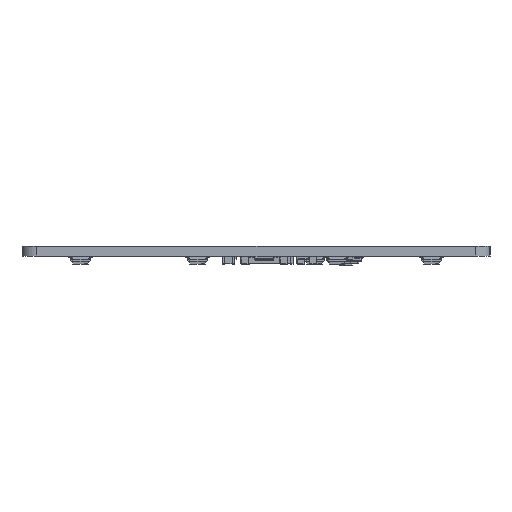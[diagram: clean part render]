
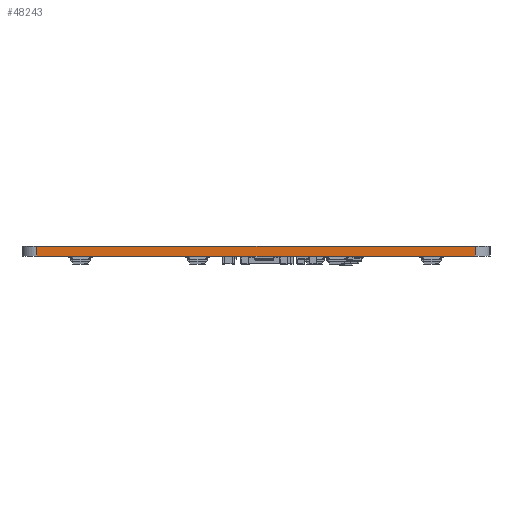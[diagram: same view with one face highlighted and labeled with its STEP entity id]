
A CAD part, left-side view. The second image highlights one B-rep face of the part: STEP entity #48243.
In plain terms, the highlighted planar face has unit normal (-1, 0, 0).
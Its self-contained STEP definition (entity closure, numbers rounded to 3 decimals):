
#48060 = CYLINDRICAL_SURFACE('',#48061,2.381);
#48061 = AXIS2_PLACEMENT_3D('',#48062,#48063,#48064);
#48062 = CARTESIAN_POINT('',(86.201,-175.101,0.));
#48063 = DIRECTION('',(0.,0.,-1.));
#48064 = DIRECTION('',(1.,0.,0.));
#48085 = VERTEX_POINT('',#48086);
#48086 = CARTESIAN_POINT('',(83.82,-175.101,1.6));
#48101 = PLANE('',#48102);
#48102 = AXIS2_PLACEMENT_3D('',#48103,#48104,#48105);
#48103 = CARTESIAN_POINT('',(205.264,-210.82,1.6));
#48104 = DIRECTION('',(0.,0.,1.));
#48105 = DIRECTION('',(1.,0.,0.));
#48113 = EDGE_CURVE('',#48114,#48085,#48116,.T.);
#48114 = VERTEX_POINT('',#48115);
#48115 = CARTESIAN_POINT('',(83.82,-175.101,0.));
#48116 = SURFACE_CURVE('',#48117,(#48121,#48128),.PCURVE_S1.);
#48117 = LINE('',#48118,#48119);
#48118 = CARTESIAN_POINT('',(83.82,-175.101,0.));
#48119 = VECTOR('',#48120,1.);
#48120 = DIRECTION('',(0.,0.,1.));
#48121 = PCURVE('',#48060,#48122);
#48122 = DEFINITIONAL_REPRESENTATION('',(#48123),#48127);
#48123 = LINE('',#48124,#48125);
#48124 = CARTESIAN_POINT('',(-3.142,0.));
#48125 = VECTOR('',#48126,1.);
#48126 = DIRECTION('',(0.,-1.));
#48127 = ( GEOMETRIC_REPRESENTATION_CONTEXT(2) 
PARAMETRIC_REPRESENTATION_CONTEXT() REPRESENTATION_CONTEXT('2D SPACE',''
  ) );
#48128 = PCURVE('',#48129,#48134);
#48129 = PLANE('',#48130);
#48130 = AXIS2_PLACEMENT_3D('',#48131,#48132,#48133);
#48131 = CARTESIAN_POINT('',(83.82,-175.101,0.));
#48132 = DIRECTION('',(1.,0.,0.));
#48133 = DIRECTION('',(0.,-1.,0.));
#48134 = DEFINITIONAL_REPRESENTATION('',(#48135),#48139);
#48135 = LINE('',#48136,#48137);
#48136 = CARTESIAN_POINT('',(0.,0.));
#48137 = VECTOR('',#48138,1.);
#48138 = DIRECTION('',(0.,-1.));
#48139 = ( GEOMETRIC_REPRESENTATION_CONTEXT(2) 
PARAMETRIC_REPRESENTATION_CONTEXT() REPRESENTATION_CONTEXT('2D SPACE',''
  ) );
#48156 = PLANE('',#48157);
#48157 = AXIS2_PLACEMENT_3D('',#48158,#48159,#48160);
#48158 = CARTESIAN_POINT('',(205.264,-210.82,0.));
#48159 = DIRECTION('',(0.,0.,1.));
#48160 = DIRECTION('',(1.,0.,0.));
#48243 = ADVANCED_FACE('',(#48244),#48129,.F.);
#48244 = FACE_BOUND('',#48245,.F.);
#48245 = EDGE_LOOP('',(#48246,#48247,#48270,#48298));
#48246 = ORIENTED_EDGE('',*,*,#48113,.T.);
#48247 = ORIENTED_EDGE('',*,*,#48248,.T.);
#48248 = EDGE_CURVE('',#48085,#48249,#48251,.T.);
#48249 = VERTEX_POINT('',#48250);
#48250 = CARTESIAN_POINT('',(83.82,-246.539,1.6));
#48251 = SURFACE_CURVE('',#48252,(#48256,#48263),.PCURVE_S1.);
#48252 = LINE('',#48253,#48254);
#48253 = CARTESIAN_POINT('',(83.82,-175.101,1.6));
#48254 = VECTOR('',#48255,1.);
#48255 = DIRECTION('',(0.,-1.,0.));
#48256 = PCURVE('',#48129,#48257);
#48257 = DEFINITIONAL_REPRESENTATION('',(#48258),#48262);
#48258 = LINE('',#48259,#48260);
#48259 = CARTESIAN_POINT('',(0.,-1.6));
#48260 = VECTOR('',#48261,1.);
#48261 = DIRECTION('',(1.,0.));
#48262 = ( GEOMETRIC_REPRESENTATION_CONTEXT(2) 
PARAMETRIC_REPRESENTATION_CONTEXT() REPRESENTATION_CONTEXT('2D SPACE',''
  ) );
#48263 = PCURVE('',#48101,#48264);
#48264 = DEFINITIONAL_REPRESENTATION('',(#48265),#48269);
#48265 = LINE('',#48266,#48267);
#48266 = CARTESIAN_POINT('',(-121.444,35.719));
#48267 = VECTOR('',#48268,1.);
#48268 = DIRECTION('',(0.,-1.));
#48269 = ( GEOMETRIC_REPRESENTATION_CONTEXT(2) 
PARAMETRIC_REPRESENTATION_CONTEXT() REPRESENTATION_CONTEXT('2D SPACE',''
  ) );
#48270 = ORIENTED_EDGE('',*,*,#48271,.F.);
#48271 = EDGE_CURVE('',#48272,#48249,#48274,.T.);
#48272 = VERTEX_POINT('',#48273);
#48273 = CARTESIAN_POINT('',(83.82,-246.539,0.));
#48274 = SURFACE_CURVE('',#48275,(#48279,#48286),.PCURVE_S1.);
#48275 = LINE('',#48276,#48277);
#48276 = CARTESIAN_POINT('',(83.82,-246.539,0.));
#48277 = VECTOR('',#48278,1.);
#48278 = DIRECTION('',(0.,0.,1.));
#48279 = PCURVE('',#48129,#48280);
#48280 = DEFINITIONAL_REPRESENTATION('',(#48281),#48285);
#48281 = LINE('',#48282,#48283);
#48282 = CARTESIAN_POINT('',(71.438,0.));
#48283 = VECTOR('',#48284,1.);
#48284 = DIRECTION('',(0.,-1.));
#48285 = ( GEOMETRIC_REPRESENTATION_CONTEXT(2) 
PARAMETRIC_REPRESENTATION_CONTEXT() REPRESENTATION_CONTEXT('2D SPACE',''
  ) );
#48286 = PCURVE('',#48287,#48292);
#48287 = CYLINDRICAL_SURFACE('',#48288,2.381);
#48288 = AXIS2_PLACEMENT_3D('',#48289,#48290,#48291);
#48289 = CARTESIAN_POINT('',(86.201,-246.539,0.));
#48290 = DIRECTION('',(0.,0.,-1.));
#48291 = DIRECTION('',(1.,0.,0.));
#48292 = DEFINITIONAL_REPRESENTATION('',(#48293),#48297);
#48293 = LINE('',#48294,#48295);
#48294 = CARTESIAN_POINT('',(-3.142,0.));
#48295 = VECTOR('',#48296,1.);
#48296 = DIRECTION('',(0.,-1.));
#48297 = ( GEOMETRIC_REPRESENTATION_CONTEXT(2) 
PARAMETRIC_REPRESENTATION_CONTEXT() REPRESENTATION_CONTEXT('2D SPACE',''
  ) );
#48298 = ORIENTED_EDGE('',*,*,#48299,.F.);
#48299 = EDGE_CURVE('',#48114,#48272,#48300,.T.);
#48300 = SURFACE_CURVE('',#48301,(#48305,#48312),.PCURVE_S1.);
#48301 = LINE('',#48302,#48303);
#48302 = CARTESIAN_POINT('',(83.82,-175.101,0.));
#48303 = VECTOR('',#48304,1.);
#48304 = DIRECTION('',(0.,-1.,0.));
#48305 = PCURVE('',#48129,#48306);
#48306 = DEFINITIONAL_REPRESENTATION('',(#48307),#48311);
#48307 = LINE('',#48308,#48309);
#48308 = CARTESIAN_POINT('',(0.,0.));
#48309 = VECTOR('',#48310,1.);
#48310 = DIRECTION('',(1.,0.));
#48311 = ( GEOMETRIC_REPRESENTATION_CONTEXT(2) 
PARAMETRIC_REPRESENTATION_CONTEXT() REPRESENTATION_CONTEXT('2D SPACE',''
  ) );
#48312 = PCURVE('',#48156,#48313);
#48313 = DEFINITIONAL_REPRESENTATION('',(#48314),#48318);
#48314 = LINE('',#48315,#48316);
#48315 = CARTESIAN_POINT('',(-121.444,35.719));
#48316 = VECTOR('',#48317,1.);
#48317 = DIRECTION('',(0.,-1.));
#48318 = ( GEOMETRIC_REPRESENTATION_CONTEXT(2) 
PARAMETRIC_REPRESENTATION_CONTEXT() REPRESENTATION_CONTEXT('2D SPACE',''
  ) );
